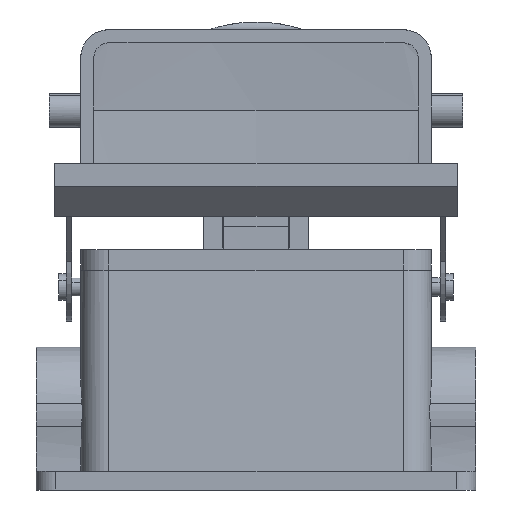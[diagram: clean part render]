
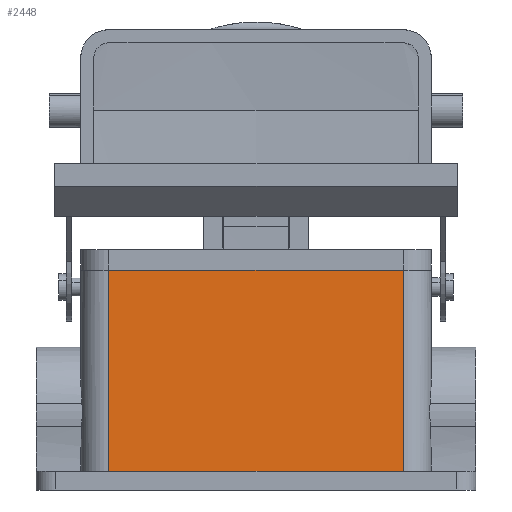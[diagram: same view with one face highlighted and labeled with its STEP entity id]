
A CAD part, left-side view. The second image highlights one B-rep face of the part: STEP entity #2448.
In plain terms, the highlighted planar face has unit normal (-0.999, 0, 0.044).
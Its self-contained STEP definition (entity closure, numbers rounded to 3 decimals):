
#2440=AXIS2_PLACEMENT_3D('Plane Axis2P3D',#2437,#2438,#2439) ;
#1183=CARTESIAN_POINT('Vertex',(16.164,19.35,5.)) ;
#1186=CARTESIAN_POINT('Line Origine',(16.164,58.5,5.)) ;
#1190=CARTESIAN_POINT('Vertex',(16.164,97.65,5.)) ;
#1636=CARTESIAN_POINT('Vertex',(18.5,97.65,58.5)) ;
#1639=CARTESIAN_POINT('Line Origine',(18.5,58.5,58.5)) ;
#1643=CARTESIAN_POINT('Vertex',(18.5,19.35,58.5)) ;
#1839=CARTESIAN_POINT('Line Origine',(17.274,97.65,30.414)) ;
#2422=CARTESIAN_POINT('Line Origine',(17.274,19.35,30.414)) ;
#2437=CARTESIAN_POINT('Axis2P3D Location',(18.5,58.5,58.5)) ;
#1187=DIRECTION('Vector Direction',(0.,1.,0.)) ;
#1640=DIRECTION('Vector Direction',(0.,1.,0.)) ;
#1840=DIRECTION('Vector Direction',(0.044,0.,0.999)) ;
#2423=DIRECTION('Vector Direction',(0.044,0.,0.999)) ;
#2438=DIRECTION('Axis2P3D Direction',(-0.999,0.,0.044)) ;
#2439=DIRECTION('Axis2P3D XDirection',(0.,1.,0.)) ;
#1188=VECTOR('Line Direction',#1187,1.) ;
#1641=VECTOR('Line Direction',#1640,1.) ;
#1841=VECTOR('Line Direction',#1840,1.) ;
#2424=VECTOR('Line Direction',#2423,1.) ;
#2443=ORIENTED_EDGE('',*,*,#2426,.F.) ;
#2444=ORIENTED_EDGE('',*,*,#1645,.F.) ;
#2445=ORIENTED_EDGE('',*,*,#1843,.F.) ;
#2446=ORIENTED_EDGE('',*,*,#1192,.F.) ;
#2448=ADVANCED_FACE('Housing',(#2447),#2441,.T.) ;
#1192=EDGE_CURVE('',#1184,#1191,#1189,.T.) ;
#1645=EDGE_CURVE('',#1637,#1644,#1642,.F.) ;
#1843=EDGE_CURVE('',#1191,#1637,#1842,.T.) ;
#2426=EDGE_CURVE('',#1644,#1184,#2425,.F.) ;
#2442=EDGE_LOOP('',(#2443,#2444,#2445,#2446)) ;
#2447=FACE_OUTER_BOUND('',#2442,.T.) ;
#1189=LINE('Line',#1186,#1188) ;
#1642=LINE('Line',#1639,#1641) ;
#1842=LINE('Line',#1839,#1841) ;
#2425=LINE('Line',#2422,#2424) ;
#2441=PLANE('',#2440) ;
#1184=VERTEX_POINT('',#1183) ;
#1191=VERTEX_POINT('',#1190) ;
#1637=VERTEX_POINT('',#1636) ;
#1644=VERTEX_POINT('',#1643) ;
